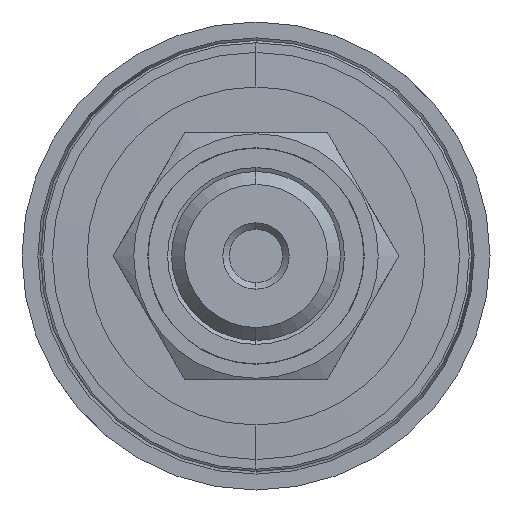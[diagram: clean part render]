
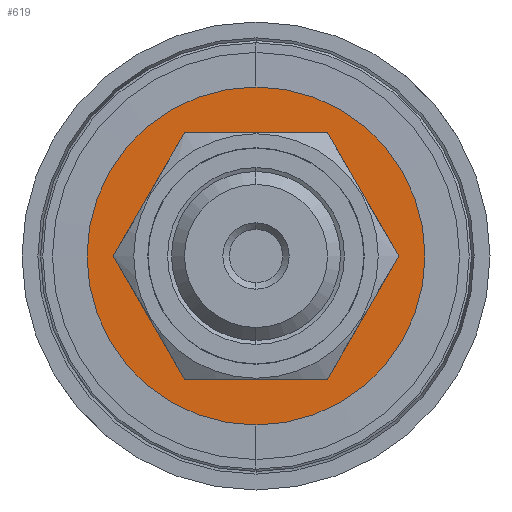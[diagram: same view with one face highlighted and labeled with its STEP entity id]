
A CAD part, front view. The second image highlights one B-rep face of the part: STEP entity #619.
In plain terms, the highlighted planar face has unit normal (0, -1, 0).
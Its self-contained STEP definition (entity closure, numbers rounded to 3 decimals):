
#619=ADVANCED_FACE('NONE',(#1412,#1413),#1414,.F.);
#1412=FACE_OUTER_BOUND('',#3195,.T.);
#1413=FACE_BOUND('',#3196,.T.);
#1414=PLANE('',#3197);
#3195=EDGE_LOOP('',(#5049,#5050));
#3196=EDGE_LOOP('',(#5051,#5052,#5053,#5054,#5055,#5056));
#3197=AXIS2_PLACEMENT_3D('',#5057,#5058,#5059);
#5049=ORIENTED_EDGE('',*,*,#6656,.F.);
#5050=ORIENTED_EDGE('',*,*,#6989,.F.);
#5051=ORIENTED_EDGE('',*,*,#6982,.F.);
#5052=ORIENTED_EDGE('',*,*,#6979,.F.);
#5053=ORIENTED_EDGE('',*,*,#6976,.F.);
#5054=ORIENTED_EDGE('',*,*,#6973,.F.);
#5055=ORIENTED_EDGE('',*,*,#6969,.F.);
#5056=ORIENTED_EDGE('',*,*,#6985,.F.);
#5057=CARTESIAN_POINT('',(0.,-9.098,0.));
#5058=DIRECTION('',(0.0,1.0,0.0));
#5059=DIRECTION('',(1.0,-0.0,0.0));
#6656=EDGE_CURVE('NONE',#7846,#7847,#7848,.T.);
#6969=EDGE_CURVE('NONE',#8278,#8279,#8280,.T.);
#6973=EDGE_CURVE('NONE',#8279,#8284,#8285,.T.);
#6976=EDGE_CURVE('NONE',#8284,#8288,#8289,.T.);
#6979=EDGE_CURVE('NONE',#8288,#8292,#8293,.T.);
#6982=EDGE_CURVE('NONE',#8292,#8296,#8297,.T.);
#6985=EDGE_CURVE('NONE',#8296,#8278,#8300,.T.);
#6989=EDGE_CURVE('NONE',#7847,#7846,#8304,.T.);
#7846=VERTEX_POINT('NONE',#9600);
#7847=VERTEX_POINT('NONE',#9601);
#7848=CIRCLE('',#9602,13.0);
#8278=VERTEX_POINT('NONE',#10467);
#8279=VERTEX_POINT('NONE',#10468);
#8280=LINE('',#10469,#10470);
#8284=VERTEX_POINT('NONE',#10476);
#8285=LINE('',#10477,#10478);
#8288=VERTEX_POINT('NONE',#10482);
#8289=LINE('',#10483,#10484);
#8292=VERTEX_POINT('NONE',#10488);
#8293=LINE('',#10489,#10490);
#8296=VERTEX_POINT('NONE',#10494);
#8297=LINE('',#10495,#10496);
#8300=LINE('',#10500,#10501);
#8304=CIRCLE('',#10505,13.0);
#9600=CARTESIAN_POINT('',(0.,-9.098,13.));
#9601=CARTESIAN_POINT('',(0.,-9.098,-13.));
#9602=AXIS2_PLACEMENT_3D('',#11981,#11982,#11983);
#10467=CARTESIAN_POINT('',(5.485,-9.098,-9.5));
#10468=CARTESIAN_POINT('',(10.97,-9.098,0.));
#10469=CARTESIAN_POINT('',(5.485,-9.098,-9.5));
#10470=VECTOR('',#12350,1000.0);
#10476=CARTESIAN_POINT('',(5.485,-9.098,9.5));
#10477=CARTESIAN_POINT('',(10.97,-9.098,0.));
#10478=VECTOR('',#12353,1000.0);
#10482=CARTESIAN_POINT('',(-5.485,-9.098,9.5));
#10483=CARTESIAN_POINT('',(0.,-9.098,9.5));
#10484=VECTOR('',#12355,1000.0);
#10488=CARTESIAN_POINT('',(-10.97,-9.098,0.));
#10489=CARTESIAN_POINT('',(-5.485,-9.098,9.5));
#10490=VECTOR('',#12357,1000.0);
#10494=CARTESIAN_POINT('',(-5.485,-9.098,-9.5));
#10495=CARTESIAN_POINT('',(-10.97,-9.098,0.));
#10496=VECTOR('',#12359,1000.0);
#10500=CARTESIAN_POINT('',(0.,-9.098,-9.5));
#10501=VECTOR('',#12361,1000.0);
#10505=AXIS2_PLACEMENT_3D('',#12365,#12366,#12367);
#11981=CARTESIAN_POINT('',(0.,-9.098,0.));
#11982=DIRECTION('',(0.0,1.0,0.0));
#11983=DIRECTION('',(0.0,0.0,1.0));
#12350=DIRECTION('',(0.5,0.0,0.866));
#12353=DIRECTION('',(-0.5,0.0,0.866));
#12355=DIRECTION('',(-1.0,0.0,-0.0));
#12357=DIRECTION('',(-0.5,0.0,-0.866));
#12359=DIRECTION('',(0.5,0.0,-0.866));
#12361=DIRECTION('',(1.0,-0.0,0.0));
#12365=CARTESIAN_POINT('',(0.,-9.098,0.));
#12366=DIRECTION('',(0.0,1.0,0.0));
#12367=DIRECTION('',(0.0,0.0,1.0));
